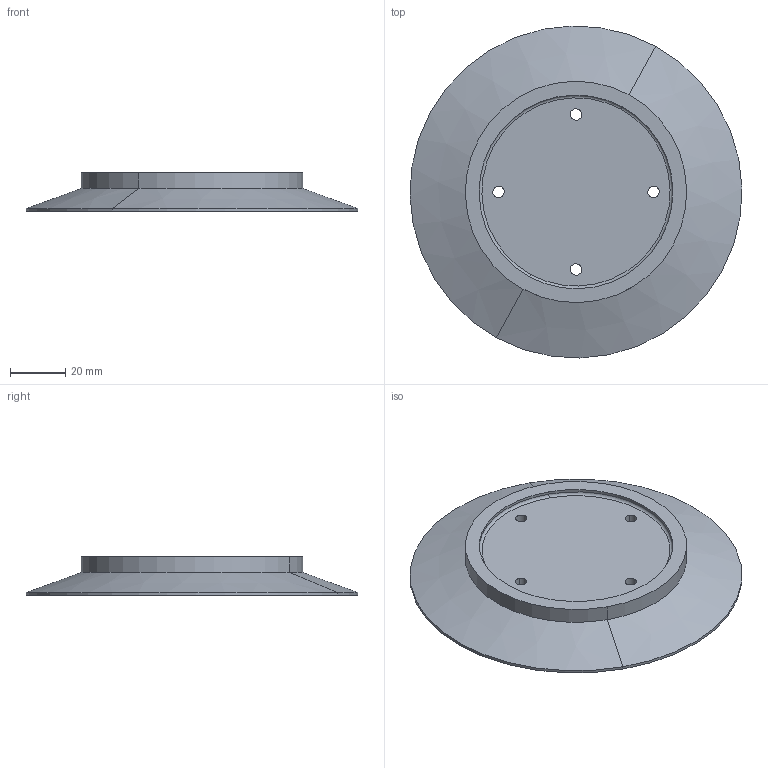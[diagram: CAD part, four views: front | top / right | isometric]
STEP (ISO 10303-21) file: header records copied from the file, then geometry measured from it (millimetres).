
FILE_DESCRIPTION(('CATIA V5 STEP Exchange'),'2;1');
FILE_NAME('Universal_flange_between_mirror_and_AMC.stp','2011-09-19T09:47:43+00:00',('none'),('none'),'CATIA Version 5 Release 19 SP 8 (IN-10)','CATIA V5 STEP AP203','none');
FILE_SCHEMA(('CONFIG_CONTROL_DESIGN'));
Length unit declared in the file: millimetre
Products named in the file (1): Universal_flange_between_mirror_and_AMC
Bounding box: 119.97 x 119.97 x 14 mm (x, y, z)
Volume: 74572.8 mm3; surface area: 26275.5 mm2
Topology: 1 solids, 1 shells, 26 faces, 58 edges, 36 vertices
Faces by surface type: cylinder 16, torus 4, plane 4, cone 2
Entity records: 706 total; most frequent: ORIENTED_EDGE 116, CARTESIAN_POINT 111, DIRECTION 90, EDGE_CURVE 58, AXIS2_PLACEMENT_3D 57, CIRCLE 40, EDGE_LOOP 36, VERTEX_POINT 36
